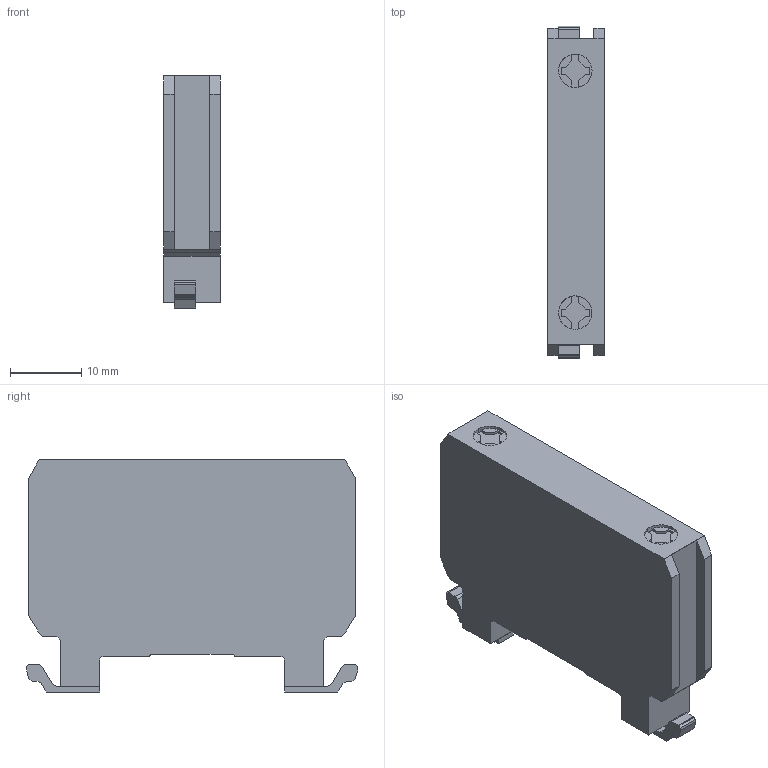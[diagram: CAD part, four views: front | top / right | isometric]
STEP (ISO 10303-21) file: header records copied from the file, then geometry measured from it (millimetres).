
FILE_DESCRIPTION((''),'2;1');
FILE_NAME('3d_11G41801D.stp','2012-10-03T13:28:00',(''),(''),'Mechanical Desktop 2011','Mechanical Desktop 2011',', , ');
FILE_SCHEMA(('CONFIG_CONTROL_DESIGN'));
Length unit declared in the file: millimetre
Products named in the file (1): Product
Bounding box: 8 x 46.68 x 32.65 mm (x, y, z)
Volume: 9976.8 mm3; surface area: 4178.5 mm2
Topology: 3 solids, 3 shells, 123 faces, 347 edges, 232 vertices
Faces by surface type: plane 119, cylinder 4
Entity records: 4006 total; most frequent: CARTESIAN_POINT 703, ORIENTED_EDGE 694, DIRECTION 613, EDGE_CURVE 347, VECTOR 329, LINE 329, VERTEX_POINT 232, AXIS2_PLACEMENT_3D 142
